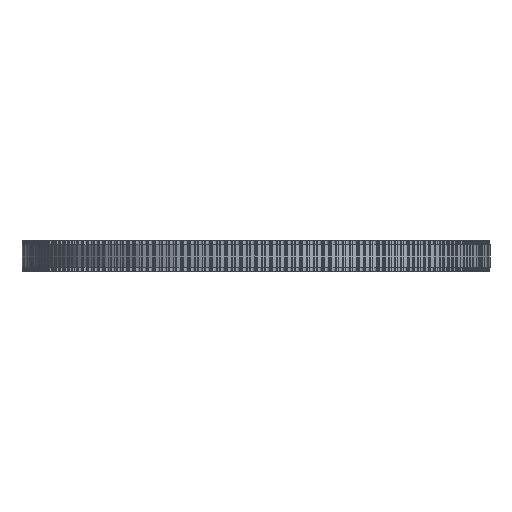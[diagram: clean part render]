
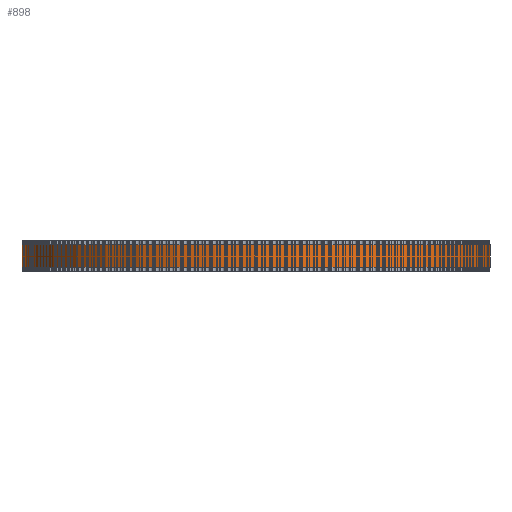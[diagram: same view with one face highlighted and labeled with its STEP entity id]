
A CAD part, front view. The second image highlights one B-rep face of the part: STEP entity #898.
In plain terms, the highlighted cylindrical face has radius 61.752 mm (diameter 123.504 mm), a full revolution.
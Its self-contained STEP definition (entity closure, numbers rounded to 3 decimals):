
#97=FACE_BOUND('',#3232,.T.);
#98=FACE_BOUND('',#3233,.T.);
#898=ADVANCED_FACE('',(#97,#98),#1675,.T.);
#1675=CYLINDRICAL_SURFACE('',#17215,61.752);
#3232=EDGE_LOOP('',(#9442));
#3233=EDGE_LOOP('',(#9443));
#9442=ORIENTED_EDGE('',*,*,#13326,.T.);
#9443=ORIENTED_EDGE('',*,*,#13327,.T.);
#10996=VERTEX_POINT('',#27320);
#10997=VERTEX_POINT('',#27322);
#13326=EDGE_CURVE('',#10996,#10996,#14880,.T.);
#13327=EDGE_CURVE('',#10997,#10997,#14881,.T.);
#14880=CIRCLE('',#17213,61.752);
#14881=CIRCLE('',#17214,61.752);
#17213=AXIS2_PLACEMENT_3D('',#27319,#22654,#22655);
#17214=AXIS2_PLACEMENT_3D('',#27321,#22656,#22657);
#17215=AXIS2_PLACEMENT_3D('',#27323,#22658,#22659);
#22654=DIRECTION('',(0.,0.,1.));
#22655=DIRECTION('',(1.,0.,0.));
#22656=DIRECTION('',(0.,0.,-1.));
#22657=DIRECTION('',(1.,0.,0.));
#22658=DIRECTION('',(0.,0.,1.));
#22659=DIRECTION('',(1.,0.,0.));
#27319=CARTESIAN_POINT('',(0.,0.,1.));
#27320=CARTESIAN_POINT('',(61.752,0.,1.));
#27321=CARTESIAN_POINT('',(0.,0.,7.));
#27322=CARTESIAN_POINT('',(61.752,0.,7.));
#27323=CARTESIAN_POINT('',(0.,0.,1.));
